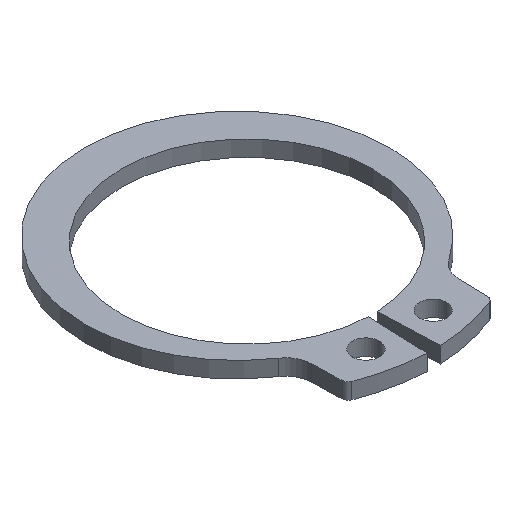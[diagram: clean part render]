
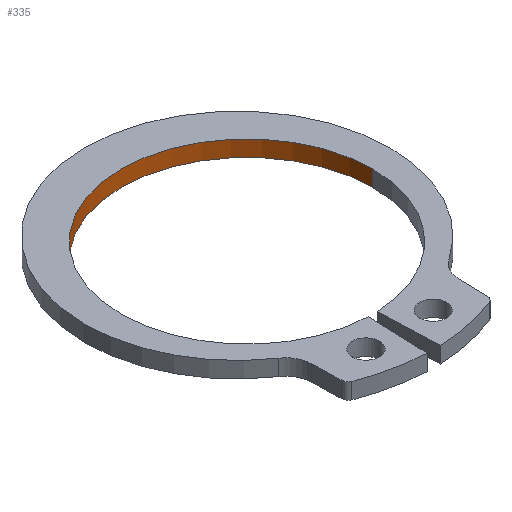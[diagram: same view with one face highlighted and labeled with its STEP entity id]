
A CAD part, isometric view. The second image highlights one B-rep face of the part: STEP entity #335.
In plain terms, the highlighted cylindrical face has radius 7.85 mm (diameter 15.7 mm), a partial arc.
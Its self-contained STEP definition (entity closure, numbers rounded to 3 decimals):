
#68 = DIRECTION ( 'NONE',  ( 0., 0., -1. ) ) ;
#82 = ORIENTED_EDGE ( 'NONE', *, *, #566, .F. ) ;
#136 = VECTOR ( 'NONE', #302, 1000. ) ;
#154 = CARTESIAN_POINT ( 'NONE',  ( 7.85, 0., -0.5 ) ) ;
#191 = CARTESIAN_POINT ( 'NONE',  ( -7.85, 0., 0.5 ) ) ;
#221 = EDGE_CURVE ( 'NONE', #348, #763, #601, .T. ) ;
#244 = DIRECTION ( 'NONE',  ( 0., 0., -1. ) ) ;
#279 = VERTEX_POINT ( 'NONE', #154 ) ;
#302 = DIRECTION ( 'NONE',  ( 0., 0., -1. ) ) ;
#335 = ADVANCED_FACE ( 'NONE', ( #453 ), #464, .F. ) ;
#337 = DIRECTION ( 'NONE',  ( 1., 0., 0. ) ) ;
#339 = ORIENTED_EDGE ( 'NONE', *, *, #795, .T. ) ;
#348 = VERTEX_POINT ( 'NONE', #351 ) ;
#351 = CARTESIAN_POINT ( 'NONE',  ( -7.85, 0., 0.5 ) ) ;
#357 = CARTESIAN_POINT ( 'NONE',  ( -7.85, 0., -0.5 ) ) ;
#387 = EDGE_CURVE ( 'NONE', #348, #493, #798, .T. ) ;
#404 = ORIENTED_EDGE ( 'NONE', *, *, #221, .F. ) ;
#413 = DIRECTION ( 'NONE',  ( -1., 0., 0. ) ) ;
#436 = CARTESIAN_POINT ( 'NONE',  ( 0., 0., -0.5 ) ) ;
#453 = FACE_OUTER_BOUND ( 'NONE', #554, .T. ) ;
#464 = CYLINDRICAL_SURFACE ( 'NONE', #599, 7.85 ) ;
#473 = AXIS2_PLACEMENT_3D ( 'NONE', #436, #68, #337 ) ;
#493 = VERTEX_POINT ( 'NONE', #357 ) ;
#538 = CARTESIAN_POINT ( 'NONE',  ( 7.85, 0., 0.5 ) ) ;
#554 = EDGE_LOOP ( 'NONE', ( #82, #404, #800, #339 ) ) ;
#566 = EDGE_CURVE ( 'NONE', #763, #279, #797, .T. ) ;
#599 = AXIS2_PLACEMENT_3D ( 'NONE', #721, #713, #413 ) ;
#601 = CIRCLE ( 'NONE', #644, 7.85 ) ;
#604 = DIRECTION ( 'NONE',  ( 0., 0., -1. ) ) ;
#636 = DIRECTION ( 'NONE',  ( 1., 0., 0. ) ) ;
#644 = AXIS2_PLACEMENT_3D ( 'NONE', #688, #244, #636 ) ;
#676 = CARTESIAN_POINT ( 'NONE',  ( 7.85, 0., 0.5 ) ) ;
#688 = CARTESIAN_POINT ( 'NONE',  ( 0., 0., 0.5 ) ) ;
#713 = DIRECTION ( 'NONE',  ( 0., 0., -1. ) ) ;
#721 = CARTESIAN_POINT ( 'NONE',  ( 0., 0., 0.5 ) ) ;
#732 = VECTOR ( 'NONE', #604, 1000. ) ;
#746 = CIRCLE ( 'NONE', #473, 7.85 ) ;
#763 = VERTEX_POINT ( 'NONE', #676 ) ;
#795 = EDGE_CURVE ( 'NONE', #493, #279, #746, .T. ) ;
#797 = LINE ( 'NONE', #538, #732 ) ;
#798 = LINE ( 'NONE', #191, #136 ) ;
#800 = ORIENTED_EDGE ( 'NONE', *, *, #387, .T. ) ;
